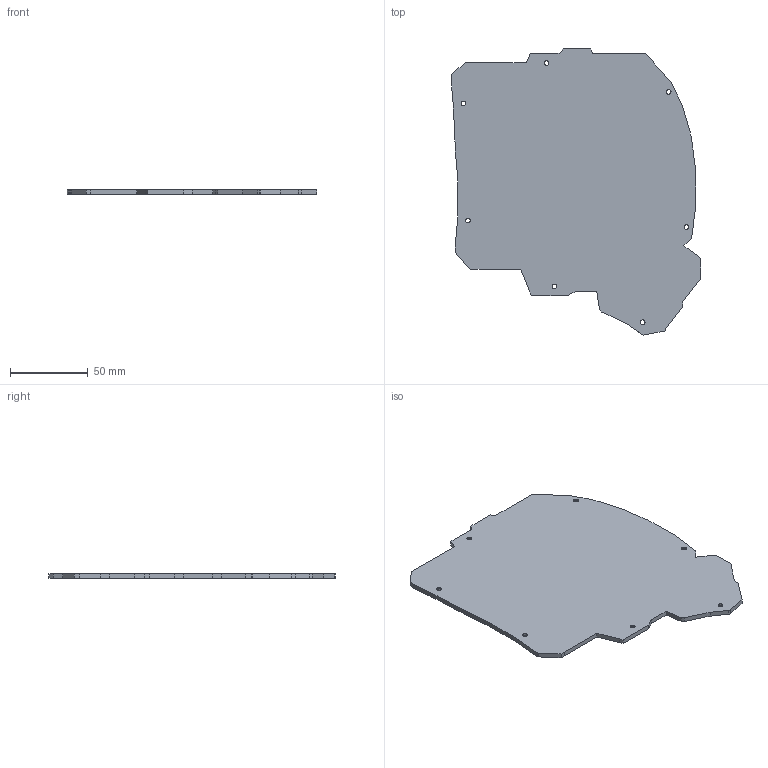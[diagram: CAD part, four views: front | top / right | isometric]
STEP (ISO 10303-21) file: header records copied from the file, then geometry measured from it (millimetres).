
FILE_DESCRIPTION(('Open CASCADE Model'),'2;1');
FILE_NAME('Open CASCADE Shape Model','2025-03-27T17:59:17',('Author'),( 'Open CASCADE'),'Open CASCADE STEP processor 7.7','Open CASCADE 7.7' ,'Unknown');
FILE_SCHEMA(('AUTOMOTIVE_DESIGN { 1 0 10303 214 1 1 1 1 }'));
Length unit declared in the file: millimetre
Products named in the file (1): Open CASCADE STEP translator 7.7 272
Bounding box: 160.44 x 183.78 x 3 mm (x, y, z)
Volume: 69013.7 mm3; surface area: 48110.4 mm2
Topology: 1 solids, 1 shells, 73 faces, 206 edges, 135 vertices
Faces by surface type: plane 59, cone 7, cylinder 7
Full cylindrical faces by diameter (mm): 3 x7
Entity records: 5083 total; most frequent: CARTESIAN_POINT 911, DIRECTION 773, LINE 583, VECTOR 583, ORIENTED_EDGE 412, PCURVE 412, DEFINITIONAL_REPRESENTATION 412, EDGE_CURVE 206
